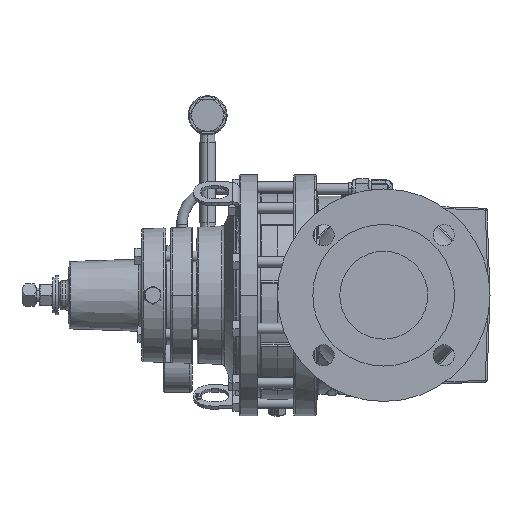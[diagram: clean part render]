
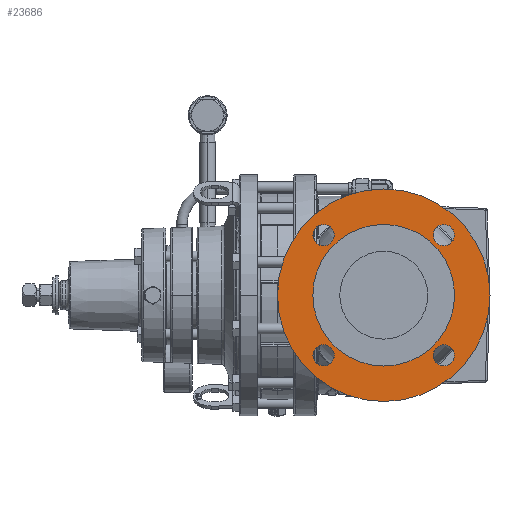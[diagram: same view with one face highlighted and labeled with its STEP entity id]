
A CAD part, left-side view. The second image highlights one B-rep face of the part: STEP entity #23686.
In plain terms, the highlighted planar face has unit normal (-1, 0, 0).
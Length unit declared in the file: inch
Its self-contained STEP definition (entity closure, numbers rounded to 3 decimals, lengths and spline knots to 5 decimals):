
#3688 = CARTESIAN_POINT ( 'NONE',  ( -6.0315, 0., -2.5 ) ) ;
#5310 = VERTEX_POINT ( 'NONE', #42032 ) ;
#7624 = FACE_BOUND ( 'NONE', #29221, .T. ) ;
#8994 = ORIENTED_EDGE ( 'NONE', *, *, #32187, .T. ) ;
#10498 = AXIS2_PLACEMENT_3D ( 'NONE', #109586, #10711, #54768 ) ;
#10711 = DIRECTION ( 'NONE',  ( 1., 0., 0. ) ) ;
#13030 = DIRECTION ( 'NONE',  ( 1., 0., 0. ) ) ;
#13696 = DIRECTION ( 'NONE',  ( 0., 0., -1. ) ) ;
#16870 = ORIENTED_EDGE ( 'NONE', *, *, #23518, .F. ) ;
#16884 = EDGE_CURVE ( 'NONE', #110783, #123357, #23974, .T. ) ;
#19275 = DIRECTION ( 'NONE',  ( 0., 0., -1. ) ) ;
#19456 = AXIS2_PLACEMENT_3D ( 'NONE', #87050, #118808, #19275 ) ;
#19742 = VERTEX_POINT ( 'NONE', #49930 ) ;
#21196 = DIRECTION ( 'NONE',  ( 0., 0., 1. ) ) ;
#21827 = AXIS2_PLACEMENT_3D ( 'NONE', #50878, #40745, #63076 ) ;
#22646 = DIRECTION ( 'NONE',  ( 1., 0., 0. ) ) ;
#23518 = EDGE_CURVE ( 'NONE', #19742, #110188, #34795, .T. ) ;
#23686 = ADVANCED_FACE ( 'NONE', ( #29311, #32123, #73346, #128803, #7624, #117341 ), #51687, .F. ) ;
#23875 = CARTESIAN_POINT ( 'NONE',  ( -6.0315, 2.12132, 2.12132 ) ) ;
#23974 = CIRCLE ( 'NONE', #19456, 0.375 ) ;
#24255 = CIRCLE ( 'NONE', #104928, 0.375 ) ;
#24291 = DIRECTION ( 'NONE',  ( 0., 0., -1. ) ) ;
#25864 = CARTESIAN_POINT ( 'NONE',  ( -6.0315, -2.12132, 2.49632 ) ) ;
#26477 = EDGE_LOOP ( 'NONE', ( #89233, #81166 ) ) ;
#29221 = EDGE_LOOP ( 'NONE', ( #75674, #61072 ) ) ;
#29311 = FACE_BOUND ( 'NONE', #123550, .T. ) ;
#29521 = CIRCLE ( 'NONE', #103257, 2.5 ) ;
#29682 = EDGE_CURVE ( 'NONE', #55601, #108620, #38587, .T. ) ;
#30443 = CARTESIAN_POINT ( 'NONE',  ( -6.0315, 0., 0. ) ) ;
#32123 = FACE_BOUND ( 'NONE', #26477, .T. ) ;
#32187 = EDGE_CURVE ( 'NONE', #70413, #67428, #124348, .T. ) ;
#34795 = CIRCLE ( 'NONE', #90047, 3.75 ) ;
#35164 = EDGE_CURVE ( 'NONE', #140564, #126912, #29521, .T. ) ;
#36539 = CARTESIAN_POINT ( 'NONE',  ( -6.0315, 2.12132, -2.49632 ) ) ;
#37768 = DIRECTION ( 'NONE',  ( 0., 0., -1. ) ) ;
#38587 = CIRCLE ( 'NONE', #135332, 0.375 ) ;
#38814 = DIRECTION ( 'NONE',  ( 0., 0., -1. ) ) ;
#39832 = AXIS2_PLACEMENT_3D ( 'NONE', #53915, #97929, #24291 ) ;
#40733 = CARTESIAN_POINT ( 'NONE',  ( -6.0315, -2.12132, 2.12132 ) ) ;
#40745 = DIRECTION ( 'NONE',  ( 1., 0., 0. ) ) ;
#42032 = CARTESIAN_POINT ( 'NONE',  ( -6.0315, 2.12132, -1.74632 ) ) ;
#42093 = CARTESIAN_POINT ( 'NONE',  ( -6.0315, -2.12132, -1.74632 ) ) ;
#42887 = CARTESIAN_POINT ( 'NONE',  ( -6.0315, 0., 0. ) ) ;
#43714 = AXIS2_PLACEMENT_3D ( 'NONE', #23875, #13030, #67209 ) ;
#44881 = EDGE_CURVE ( 'NONE', #5310, #127396, #51386, .T. ) ;
#45503 = DIRECTION ( 'NONE',  ( 1., 0., 0. ) ) ;
#49641 = CARTESIAN_POINT ( 'NONE',  ( -6.0315, -2.12132, -2.12132 ) ) ;
#49930 = CARTESIAN_POINT ( 'NONE',  ( -6.0315, 3.75, 0. ) ) ;
#50878 = CARTESIAN_POINT ( 'NONE',  ( -6.0315, 0., 0. ) ) ;
#51386 = CIRCLE ( 'NONE', #39832, 0.375 ) ;
#51687 = PLANE ( 'NONE',  #122312 ) ;
#52446 = CARTESIAN_POINT ( 'NONE',  ( -6.0315, 2.12132, 2.49632 ) ) ;
#53542 = CARTESIAN_POINT ( 'NONE',  ( -6.0315, -3.75, 0. ) ) ;
#53663 = CARTESIAN_POINT ( 'NONE',  ( -6.0315, 0., 0. ) ) ;
#53915 = CARTESIAN_POINT ( 'NONE',  ( -6.0315, 2.12132, -2.12132 ) ) ;
#54768 = DIRECTION ( 'NONE',  ( 0., 0., -1. ) ) ;
#55067 = EDGE_LOOP ( 'NONE', ( #16870, #119846 ) ) ;
#55368 = DIRECTION ( 'NONE',  ( 0., 0., -1. ) ) ;
#55601 = VERTEX_POINT ( 'NONE', #72841 ) ;
#55679 = AXIS2_PLACEMENT_3D ( 'NONE', #49641, #137614, #38814 ) ;
#58385 = ORIENTED_EDGE ( 'NONE', *, *, #66160, .T. ) ;
#61072 = ORIENTED_EDGE ( 'NONE', *, *, #35164, .F. ) ;
#62478 = AXIS2_PLACEMENT_3D ( 'NONE', #53663, #86849, #21196 ) ;
#63076 = DIRECTION ( 'NONE',  ( 0., 0., -1. ) ) ;
#66160 = EDGE_CURVE ( 'NONE', #67428, #70413, #131093, .T. ) ;
#66671 = DIRECTION ( 'NONE',  ( 0., 0., -1. ) ) ;
#66918 = CARTESIAN_POINT ( 'NONE',  ( -6.0315, -2.12132, -2.12132 ) ) ;
#67209 = DIRECTION ( 'NONE',  ( 0., 0., -1. ) ) ;
#67428 = VERTEX_POINT ( 'NONE', #52446 ) ;
#70413 = VERTEX_POINT ( 'NONE', #100873 ) ;
#72841 = CARTESIAN_POINT ( 'NONE',  ( -6.0315, -2.12132, -2.49632 ) ) ;
#73346 = FACE_BOUND ( 'NONE', #89778, .T. ) ;
#75674 = ORIENTED_EDGE ( 'NONE', *, *, #137476, .F. ) ;
#77322 = DIRECTION ( 'NONE',  ( 0., 0., 1. ) ) ;
#77498 = EDGE_LOOP ( 'NONE', ( #114287, #107042 ) ) ;
#81166 = ORIENTED_EDGE ( 'NONE', *, *, #116698, .T. ) ;
#86849 = DIRECTION ( 'NONE',  ( -1., 0., 0. ) ) ;
#87050 = CARTESIAN_POINT ( 'NONE',  ( -6.0315, -2.12132, 2.12132 ) ) ;
#89233 = ORIENTED_EDGE ( 'NONE', *, *, #44881, .T. ) ;
#89778 = EDGE_LOOP ( 'NONE', ( #119506, #139141 ) ) ;
#90047 = AXIS2_PLACEMENT_3D ( 'NONE', #42887, #22646, #66671 ) ;
#90473 = DIRECTION ( 'NONE',  ( 1., 0., 0. ) ) ;
#92426 = CARTESIAN_POINT ( 'NONE',  ( -6.0315, 0., 2.5 ) ) ;
#93336 = CIRCLE ( 'NONE', #21827, 3.75 ) ;
#95662 = CARTESIAN_POINT ( 'NONE',  ( -6.0315, -2.12132, 1.74632 ) ) ;
#97929 = DIRECTION ( 'NONE',  ( 1., 0., 0. ) ) ;
#100092 = EDGE_CURVE ( 'NONE', #108620, #55601, #101835, .T. ) ;
#100873 = CARTESIAN_POINT ( 'NONE',  ( -6.0315, 2.12132, 1.74632 ) ) ;
#101279 = CARTESIAN_POINT ( 'NONE',  ( -6.0315, 2.12132, 2.12132 ) ) ;
#101835 = CIRCLE ( 'NONE', #55679, 0.375 ) ;
#103257 = AXIS2_PLACEMENT_3D ( 'NONE', #30443, #108323, #77322 ) ;
#104928 = AXIS2_PLACEMENT_3D ( 'NONE', #40733, #45503, #13696 ) ;
#106228 = CIRCLE ( 'NONE', #62478, 2.5 ) ;
#107042 = ORIENTED_EDGE ( 'NONE', *, *, #114647, .T. ) ;
#108323 = DIRECTION ( 'NONE',  ( -1., 0., 0. ) ) ;
#108620 = VERTEX_POINT ( 'NONE', #42093 ) ;
#109586 = CARTESIAN_POINT ( 'NONE',  ( -6.0315, 2.12132, -2.12132 ) ) ;
#110163 = DIRECTION ( 'NONE',  ( 1., 0., 0. ) ) ;
#110188 = VERTEX_POINT ( 'NONE', #53542 ) ;
#110783 = VERTEX_POINT ( 'NONE', #25864 ) ;
#111441 = CARTESIAN_POINT ( 'NONE',  ( -6.0315, 0., 2.5 ) ) ;
#114287 = ORIENTED_EDGE ( 'NONE', *, *, #16884, .T. ) ;
#114647 = EDGE_CURVE ( 'NONE', #123357, #110783, #24255, .T. ) ;
#116698 = EDGE_CURVE ( 'NONE', #127396, #5310, #132641, .T. ) ;
#117341 = FACE_OUTER_BOUND ( 'NONE', #55067, .T. ) ;
#118808 = DIRECTION ( 'NONE',  ( 1., 0., 0. ) ) ;
#119506 = ORIENTED_EDGE ( 'NONE', *, *, #100092, .T. ) ;
#119846 = ORIENTED_EDGE ( 'NONE', *, *, #130409, .F. ) ;
#122312 = AXIS2_PLACEMENT_3D ( 'NONE', #111441, #90473, #122974 ) ;
#122974 = DIRECTION ( 'NONE',  ( 0., 0., -1. ) ) ;
#123357 = VERTEX_POINT ( 'NONE', #95662 ) ;
#123550 = EDGE_LOOP ( 'NONE', ( #58385, #8994 ) ) ;
#124348 = CIRCLE ( 'NONE', #43714, 0.375 ) ;
#126912 = VERTEX_POINT ( 'NONE', #92426 ) ;
#127396 = VERTEX_POINT ( 'NONE', #36539 ) ;
#128803 = FACE_BOUND ( 'NONE', #77498, .T. ) ;
#130409 = EDGE_CURVE ( 'NONE', #110188, #19742, #93336, .T. ) ;
#131093 = CIRCLE ( 'NONE', #135781, 0.375 ) ;
#132641 = CIRCLE ( 'NONE', #10498, 0.375 ) ;
#135332 = AXIS2_PLACEMENT_3D ( 'NONE', #66918, #110163, #55368 ) ;
#135781 = AXIS2_PLACEMENT_3D ( 'NONE', #101279, #136578, #37768 ) ;
#136578 = DIRECTION ( 'NONE',  ( 1., 0., 0. ) ) ;
#137476 = EDGE_CURVE ( 'NONE', #126912, #140564, #106228, .T. ) ;
#137614 = DIRECTION ( 'NONE',  ( 1., 0., 0. ) ) ;
#139141 = ORIENTED_EDGE ( 'NONE', *, *, #29682, .T. ) ;
#140564 = VERTEX_POINT ( 'NONE', #3688 ) ;
